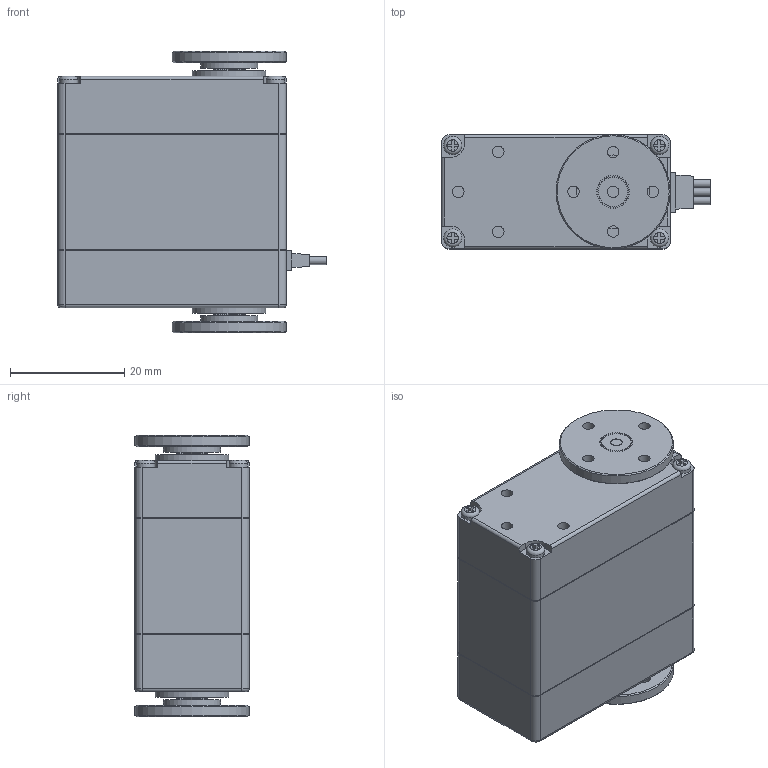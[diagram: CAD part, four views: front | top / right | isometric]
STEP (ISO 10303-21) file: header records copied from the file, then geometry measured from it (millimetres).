
FILE_DESCRIPTION(/* description */ ('','CAx-IF Rec.Pracs.---Representation and Presentation of Product Manufacturing Information (PMI)---4.0---2014-10-13'),/* implementation_level */ '2;1');
FILE_NAME(/* name */ 'Dual Shaft 16kgcm Servo Motor v1.step',/* time_stamp */ '2025-07-28T20:07:01+05:30',/* author */ (''),/* organization */ (''),/* preprocessor_version */ 'ST-DEVELOPER v20',/* originating_system */ 'Autodesk Translation Framework v13.20.0.188',/* authorisation */ '');
FILE_SCHEMA (('AP242_MANAGED_MODEL_BASED_3D_ENGINEERING_MIM_LF { 1 0 10303 442 1 1 4 }'));
Length unit declared in the file: millimetre
Products named in the file (1): Dual Shaft 16kgcm Servo Motor
Bounding box: 47 x 20 x 49.3 mm (x, y, z)
Volume: 33932.1 mm3; surface area: 8603.7 mm2
Topology: 3 solids, 3 shells, 581 faces, 1564 edges, 1018 vertices
Faces by surface type: plane 507, cylinder 62, torus 8, cone 4
Full cylindrical faces by diameter (mm): 1.4 x3, 2 x17, 3.2 x4, 10 x2, 12.9 x2, 20 x2
Entity records: 18284 total; most frequent: CARTESIAN_POINT 3164, ORIENTED_EDGE 3128, DIRECTION 2906, EDGE_CURVE 1564, LINE 1386, VECTOR 1386, VERTEX_POINT 1018, AXIS2_PLACEMENT_3D 760
